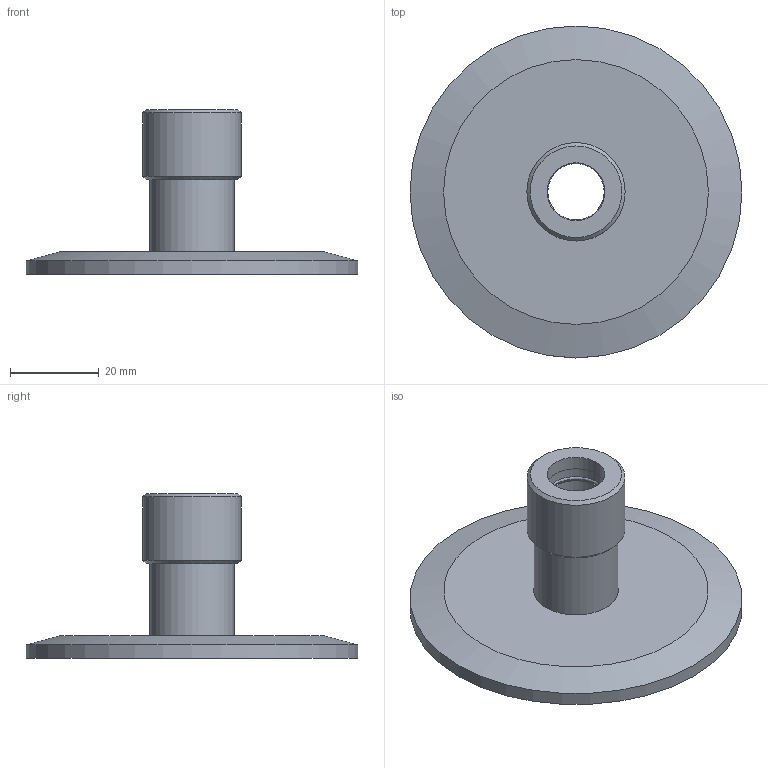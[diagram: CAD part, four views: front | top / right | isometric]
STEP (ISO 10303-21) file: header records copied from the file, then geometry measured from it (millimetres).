
FILE_DESCRIPTION(/* description */ (''),/* implementation_level */ '2;1');
FILE_NAME(/* name */ '1000023a.stp',/* time_stamp */ '2019-07-22T14:51:22-04:00',/* author */ ('Glen_C'),/* organization */ (''),/* preprocessor_version */ 'ST-DEVELOPER v16.13',/* originating_system */ 'Autodesk Inventor 2018',/* authorisation */ '');
FILE_SCHEMA (('AUTOMOTIVE_DESIGN { 1 0 10303 214 3 1 1 }'));
Length unit declared in the file: inch
Products named in the file (1): 1000023_S
Bounding box: 75.01 x 75.01 x 37.26 mm (x, y, z)
Volume: 21112.4 mm3; surface area: 14597.6 mm2
Topology: 1 solids, 4 shells, 37 faces, 66 edges, 42 vertices
Faces by surface type: cylinder 15, plane 13, cone 5, torus 4
Full cylindrical faces by diameter (mm): 12.725 x1, 13.081 x3, 15.875 x2, 17.018 x2, 17.678 x1, 18.034 x1, 18.999 x1, 19.177 x1, 22.225 x1, 52.197 x1, 75.006 x1
Entity records: 877 total; most frequent: DIRECTION 152, CARTESIAN_POINT 114, ORIENTED_EDGE 76, AXIS2_PLACEMENT_3D 76, EDGE_LOOP 74, CIRCLE 38, VERTEX_POINT 38, EDGE_CURVE 38
